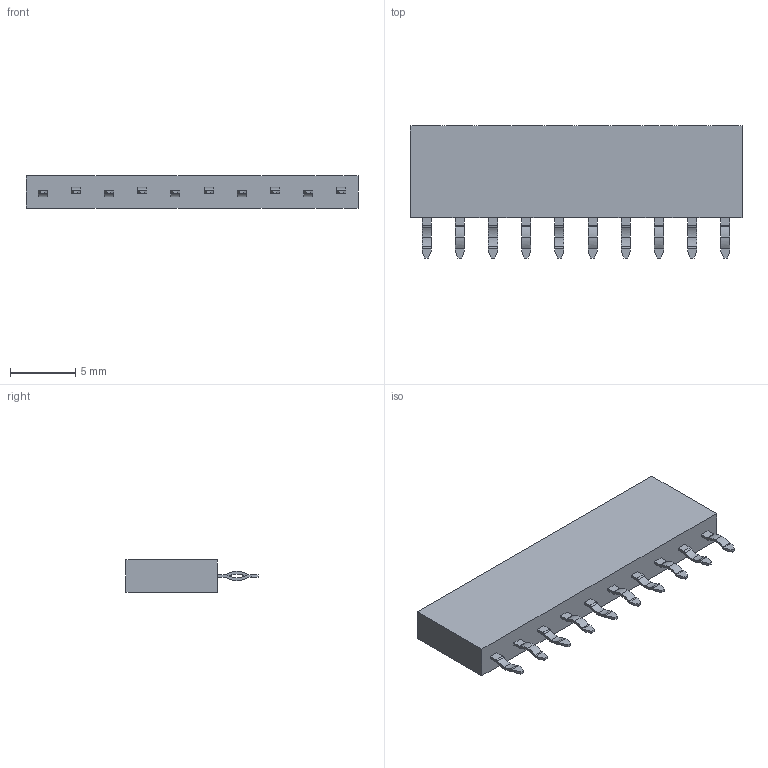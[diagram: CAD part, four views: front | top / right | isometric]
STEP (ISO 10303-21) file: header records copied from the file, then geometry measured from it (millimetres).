
FILE_DESCRIPTION( ('This file contains a STEP AP42 implementation' ,'as created by ZW3D STEP Interface translator.') ,'2;1' );
FILE_NAME( '2170T-1XXKXXDUNX1.stp' ,'23 419.155041', (''), ('ZWCAD Software Co.'), 'Version 1.0', 'ZW3D to STEP translator', '' );
FILE_SCHEMA(('AUTOMOTIVE_DESIGN { 1 0 10303 214 1 1 1 1 }'));
Length unit declared in the file: millimetre
Products named in the file (2): 0; 2170T-120KXXDUNX1
Bounding box: 25.4 x 10.1 x 2.5 mm (x, y, z)
Surface area: 1368 mm2 (no closed solid volume)
Topology: 0 solids, 1 shells, 1304 faces, 3896 edges, 2543 vertices
Faces by surface type: plane 824, cylinder 250, bspline 230
Entity records: 60810 total; most frequent: CARTESIAN_POINT 32736, ORIENTED_EDGE 7908, EDGE_CURVE 3893, B_SPLINE_CURVE_WITH_KNOTS 3789, VERTEX_POINT 2543, DIRECTION 2254, EDGE_LOOP 1337, FACE_OUTER_BOUND 1304
